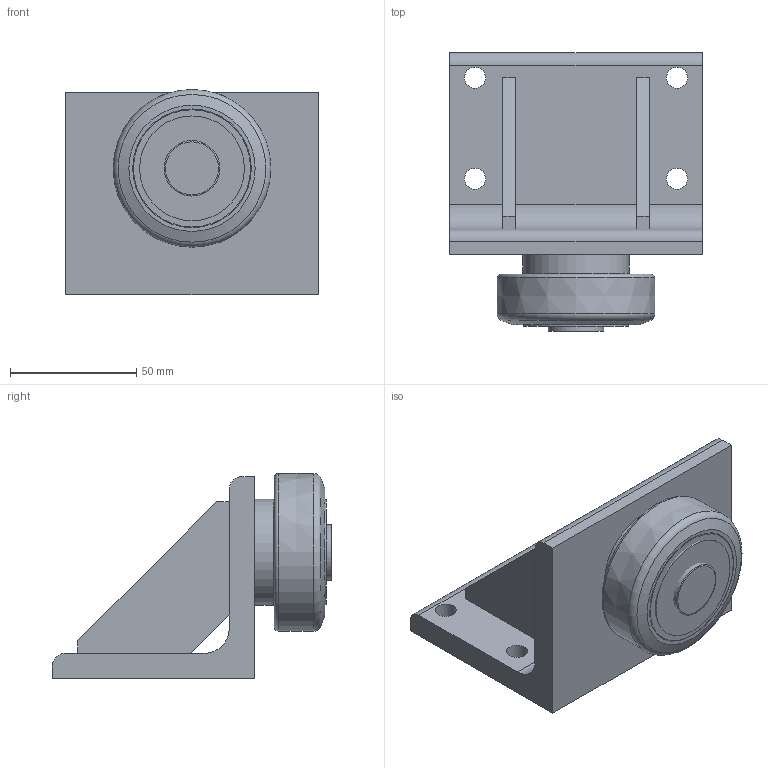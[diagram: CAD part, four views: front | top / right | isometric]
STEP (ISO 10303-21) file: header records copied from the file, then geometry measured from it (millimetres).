
FILE_DESCRIPTION(/* description */ ('-'),/* implementation_level */ '2;1');
FILE_NAME(/* name */ 'TR 060.0368 BW1200.stp',/* time_stamp */ '2022-07-27T10:00:56+02:00',/* author */ ('hipp'),/* organization */ (''),/* preprocessor_version */ 'ST-DEVELOPER v18.1',/* originating_system */ 'Autodesk Inventor 2020',/* authorisation */ '');
FILE_SCHEMA (('AUTOMOTIVE_DESIGN { 1 0 10303 214 3 1 1 }'));
Length unit declared in the file: millimetre
Products named in the file (1): TR 060.0368 BW1200_Kontur
Bounding box: 100 x 110.5 x 81.25 mm (x, y, z)
Volume: 307131.9 mm3; surface area: 81230.5 mm2
Topology: 11 solids, 11 shells, 82 faces, 195 edges, 140 vertices
Faces by surface type: plane 45, cylinder 21, torus 8, cone 7, bspline 1
Full cylindrical faces by diameter (mm): 8.376 x4, 22 x1, 30 x2, 37 x1, 38 x2, 41.5 x1, 42 x1, 42.1 x2, 45 x1, 45.5 x1, 47 x2
Entity records: 2672 total; most frequent: DIRECTION 472, CARTESIAN_POINT 444, ORIENTED_EDGE 390, EDGE_CURVE 195, AXIS2_PLACEMENT_3D 195, VERTEX_POINT 140, CIRCLE 113, EDGE_LOOP 97
